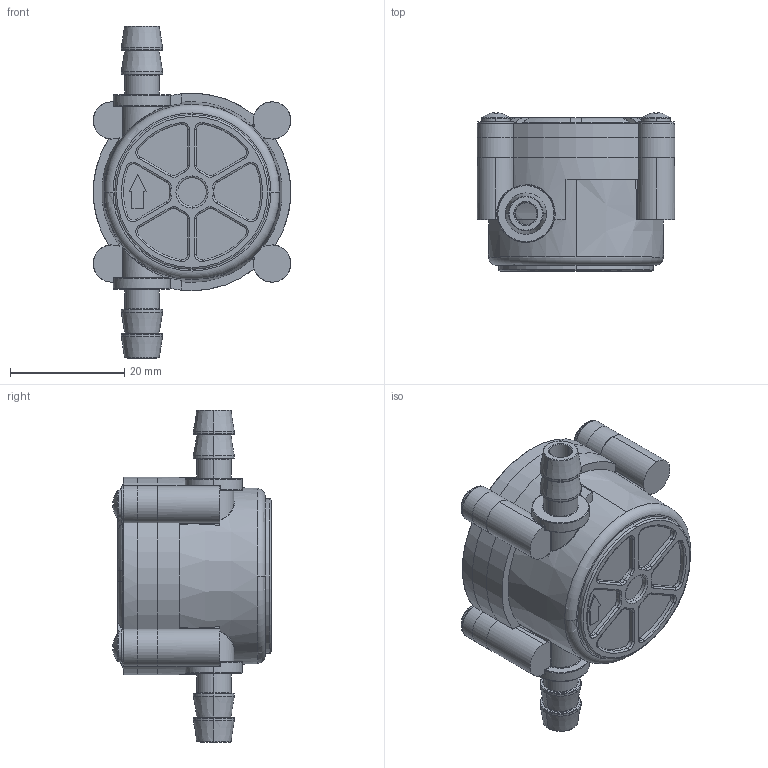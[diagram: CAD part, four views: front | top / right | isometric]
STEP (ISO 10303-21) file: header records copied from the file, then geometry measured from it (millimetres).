
FILE_DESCRIPTION (( 'STEP AP214' ), '1' );
FILE_NAME ('Sensor de fluxo.STEP', '2021-09-09T18:02:20', ( '' ), ( '' ), 'SwSTEP 2.0', 'SolidWorks 2017', '' );
FILE_SCHEMA (( 'AUTOMOTIVE_DESIGN' ));
Length unit declared in the file: millimetre
Products named in the file (1): Sensor de fluxo
Bounding box: 34.5 x 27.63 x 58 mm (x, y, z)
Volume: 24123.4 mm3; surface area: 11510.4 mm2
Topology: 7 solids, 7 shells, 634 faces, 1589 edges, 990 vertices
Faces by surface type: cylinder 205, plane 162, torus 135, bspline 88, cone 36, sphere 8
Entity records: 27561 total; most frequent: CARTESIAN_POINT 11400, ORIENTED_EDGE 3152, DIRECTION 2965, EDGE_CURVE 1576, AXIS2_PLACEMENT_3D 1269, VERTEX_POINT 987, CIRCLE 722, EDGE_LOOP 665
